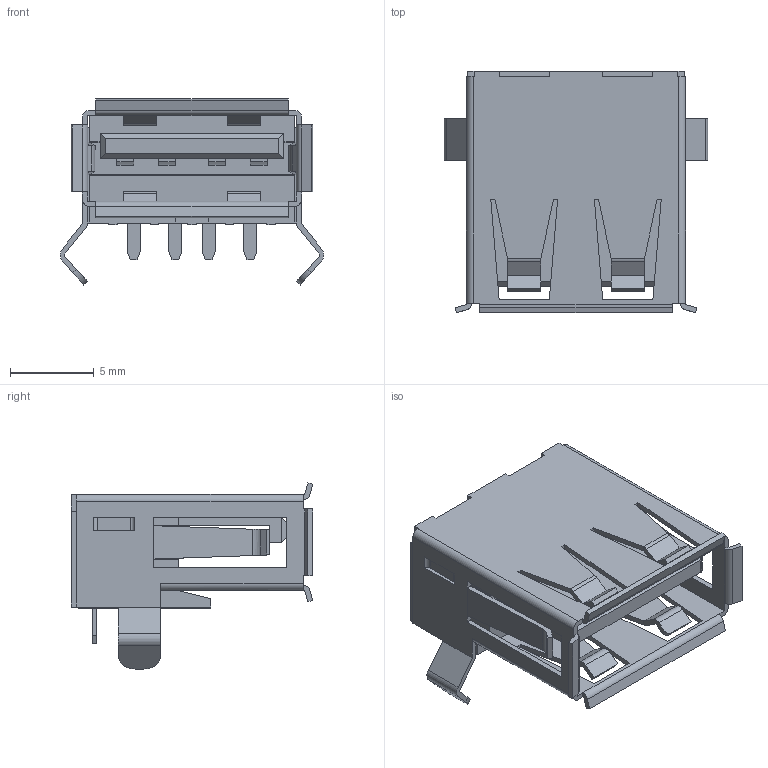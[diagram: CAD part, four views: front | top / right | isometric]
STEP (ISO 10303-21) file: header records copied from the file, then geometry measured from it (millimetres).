
FILE_DESCRIPTION (( 'STEP AP203' ), '1' );
FILE_NAME ('female_USB_A.step', '2019-10-07T21:28:16', ( '' ), ( '' ), 'SwSTEP 2.0', 'SolidWorks 2017', '' );
FILE_SCHEMA (( 'CONFIG_CONTROL_DESIGN' ));
Length unit declared in the file: inch
Products named in the file (1): female_USB_A
Bounding box: 15.78 x 14.44 x 11.13 mm (x, y, z)
Volume: 727.4 mm3; surface area: 1746.7 mm2
Topology: 1 solids, 1 shells, 300 faces, 877 edges, 568 vertices
Faces by surface type: plane 242, cylinder 50, torus 8
Entity records: 9900 total; most frequent: CARTESIAN_POINT 1812, ORIENTED_EDGE 1754, DIRECTION 1553, EDGE_CURVE 877, LINE 759, VECTOR 759, VERTEX_POINT 568, AXIS2_PLACEMENT_3D 397
